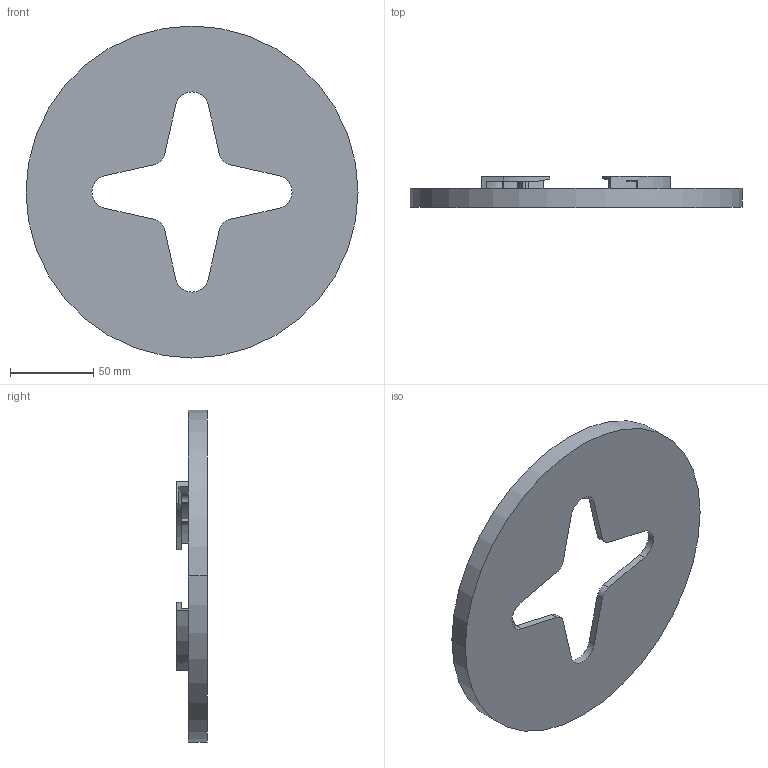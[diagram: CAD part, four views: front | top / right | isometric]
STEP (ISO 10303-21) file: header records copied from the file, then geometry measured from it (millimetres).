
FILE_DESCRIPTION (( 'STEP AP203' ), '1' );
FILE_NAME ('坶杶.ST', '2026-01-17T03:31:30', ( '' ), ( '' ), 'SwSTEP 2.0', 'SolidWorks 2024', '' );
FILE_SCHEMA (( 'CONFIG_CONTROL_DESIGN' ));
Length unit declared in the file: millimetre
Products named in the file (1): 锁套
Bounding box: 200 x 18.57 x 200 mm (x, y, z)
Volume: 137268.5 mm3; surface area: 70676.1 mm2
Topology: 1 solids, 1 shells, 93 faces, 270 edges, 176 vertices
Faces by surface type: plane 51, cylinder 34, bspline 8
Entity records: 3313 total; most frequent: CARTESIAN_POINT 744, ORIENTED_EDGE 540, DIRECTION 510, EDGE_CURVE 270, VERTEX_POINT 176, AXIS2_PLACEMENT_3D 174, VECTOR 162, LINE 162
